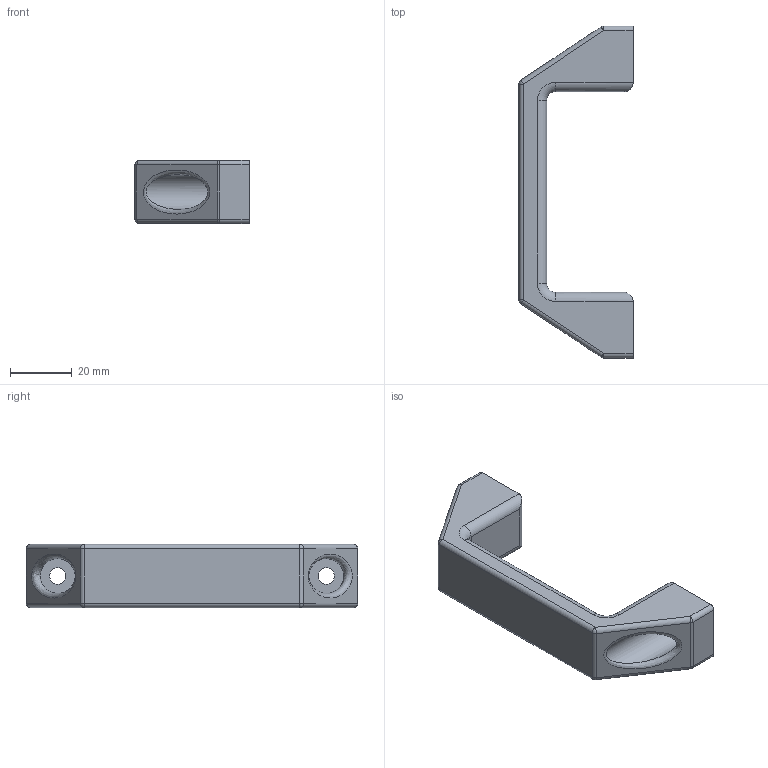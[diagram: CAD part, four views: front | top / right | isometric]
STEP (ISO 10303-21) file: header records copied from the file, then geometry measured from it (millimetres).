
FILE_DESCRIPTION(/* description */ (''),/* implementation_level */ '2;1');
FILE_NAME(/* name */ 'handle with support.step',/* time_stamp */ '2022-06-12T18:54:11+08:00',/* author */ (''),/* organization */ (''),/* preprocessor_version */ 'ST-DEVELOPER v19',/* originating_system */ 'Autodesk Translation Framework v11.7.0.108',/* authorisation */ '');
FILE_SCHEMA (('AUTOMOTIVE_DESIGN { 1 0 10303 214 3 1 1 }'));
Length unit declared in the file: millimetre
Products named in the file (1): handle
Bounding box: 37 x 107.5 x 20.5 mm (x, y, z)
Volume: 29235.3 mm3; surface area: 10515.1 mm2
Topology: 1 solids, 1 shells, 56 faces, 120 edges, 68 vertices
Faces by surface type: cylinder 28, plane 14, sphere 8, torus 4, bspline 2
Full cylindrical faces by diameter (mm): 5.3 x2, 11.3 x2
Entity records: 1804 total; most frequent: CARTESIAN_POINT 516, DIRECTION 292, ORIENTED_EDGE 240, EDGE_CURVE 120, AXIS2_PLACEMENT_3D 117, VERTEX_POINT 68, EDGE_LOOP 62, LINE 58
